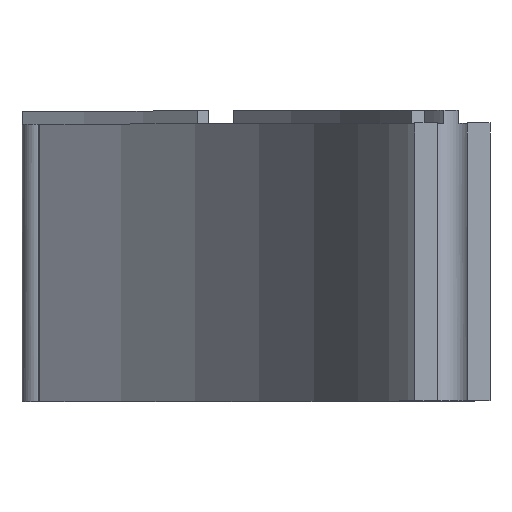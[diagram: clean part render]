
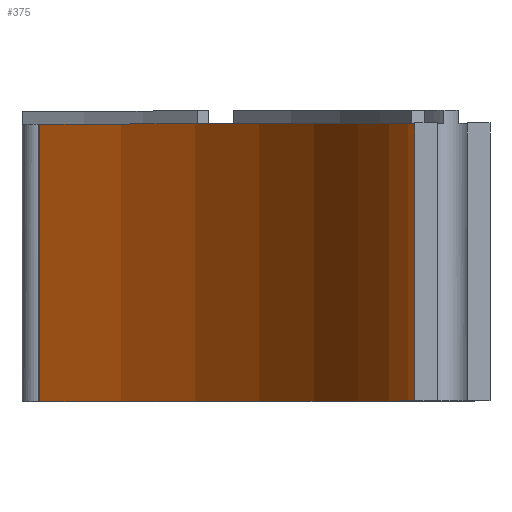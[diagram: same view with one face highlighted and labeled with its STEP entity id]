
A CAD part, top view. The second image highlights one B-rep face of the part: STEP entity #375.
In plain terms, the highlighted cylindrical face has radius 150 mm (diameter 300 mm), a partial arc.
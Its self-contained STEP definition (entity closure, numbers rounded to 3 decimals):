
#60 = FACE_OUTER_BOUND ( 'NONE', #1137, .T. ) ;
#96 = AXIS2_PLACEMENT_3D ( 'NONE', #1296, #166, #1279 ) ;
#166 = DIRECTION ( 'NONE',  ( 0., -1., 0. ) ) ;
#178 = DIRECTION ( 'NONE',  ( 0., 0., -1. ) ) ;
#248 = DIRECTION ( 'NONE',  ( 0., 0., -1. ) ) ;
#276 = AXIS2_PLACEMENT_3D ( 'NONE', #917, #566, #248 ) ;
#375 = ADVANCED_FACE ( 'NONE', ( #60 ), #713, .F. ) ;
#417 = CIRCLE ( 'NONE', #276, 150. ) ;
#456 = EDGE_CURVE ( 'NONE', #969, #1465, #492, .T. ) ;
#492 = LINE ( 'NONE', #963, #1232 ) ;
#530 = CARTESIAN_POINT ( 'NONE',  ( 150., 55.4, 0. ) ) ;
#566 = DIRECTION ( 'NONE',  ( 0., -1., 0. ) ) ;
#595 = DIRECTION ( 'NONE',  ( 0., -1., 0. ) ) ;
#597 = ORIENTED_EDGE ( 'NONE', *, *, #1054, .T. ) ;
#634 = EDGE_CURVE ( 'NONE', #749, #969, #417, .T. ) ;
#713 = CYLINDRICAL_SURFACE ( 'NONE', #1272, 150. ) ;
#739 = CARTESIAN_POINT ( 'NONE',  ( 0., 55.4, 0. ) ) ;
#749 = VERTEX_POINT ( 'NONE', #1260 ) ;
#777 = CARTESIAN_POINT ( 'NONE',  ( 75., 55.4, -129.904 ) ) ;
#831 = CARTESIAN_POINT ( 'NONE',  ( 75., 0., -129.904 ) ) ;
#917 = CARTESIAN_POINT ( 'NONE',  ( 0., 55.4, 0. ) ) ;
#951 = DIRECTION ( 'NONE',  ( 0., -1., 0. ) ) ;
#963 = CARTESIAN_POINT ( 'NONE',  ( 150., 55.4, 0. ) ) ;
#969 = VERTEX_POINT ( 'NONE', #530 ) ;
#975 = CIRCLE ( 'NONE', #96, 150. ) ;
#1054 = EDGE_CURVE ( 'NONE', #749, #1264, #1366, .T. ) ;
#1068 = ORIENTED_EDGE ( 'NONE', *, *, #634, .F. ) ;
#1088 = ORIENTED_EDGE ( 'NONE', *, *, #1275, .T. ) ;
#1136 = CARTESIAN_POINT ( 'NONE',  ( 150., 0., 0. ) ) ;
#1137 = EDGE_LOOP ( 'NONE', ( #1088, #1319, #1068, #597 ) ) ;
#1232 = VECTOR ( 'NONE', #951, 1000. ) ;
#1233 = VECTOR ( 'NONE', #1241, 1000. ) ;
#1241 = DIRECTION ( 'NONE',  ( 0., -1., 0. ) ) ;
#1260 = CARTESIAN_POINT ( 'NONE',  ( 75., 55.4, -129.904 ) ) ;
#1264 = VERTEX_POINT ( 'NONE', #831 ) ;
#1272 = AXIS2_PLACEMENT_3D ( 'NONE', #739, #595, #178 ) ;
#1275 = EDGE_CURVE ( 'NONE', #1264, #1465, #975, .T. ) ;
#1279 = DIRECTION ( 'NONE',  ( 0., 0., -1. ) ) ;
#1296 = CARTESIAN_POINT ( 'NONE',  ( 0., 0., 0. ) ) ;
#1319 = ORIENTED_EDGE ( 'NONE', *, *, #456, .F. ) ;
#1366 = LINE ( 'NONE', #777, #1233 ) ;
#1465 = VERTEX_POINT ( 'NONE', #1136 ) ;
